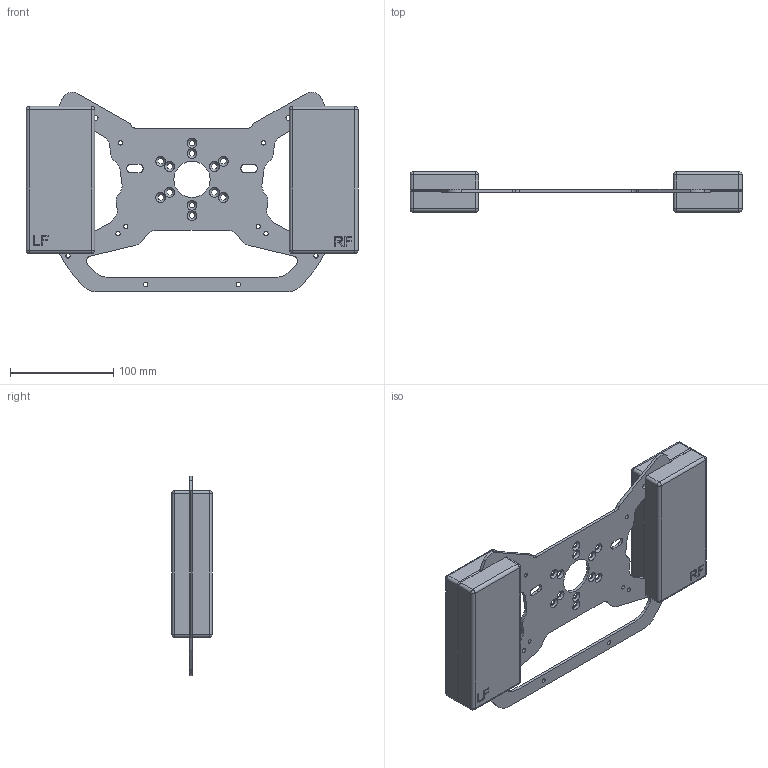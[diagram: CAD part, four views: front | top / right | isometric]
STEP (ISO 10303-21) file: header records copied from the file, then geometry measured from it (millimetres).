
FILE_DESCRIPTION(/* description */ (''),/* implementation_level */ '2;1');
FILE_NAME(/* name */ 'Mold Step.step',/* time_stamp */ '2022-11-28T13:52:43+01:00',/* author */ (''),/* organization */ (''),/* preprocessor_version */ 'ST-DEVELOPER v19.2',/* originating_system */ 'Autodesk Translation Framework v11.17.0.187',/* authorisation */ '');
FILE_SCHEMA (('AUTOMOTIVE_DESIGN { 1 0 10303 214 3 1 1 }'));
Length unit declared in the file: millimetre
Products named in the file (8): Turn 992 GT3 R DIY; LEFT Grip; RF Mold; RB Mold; LB Mold; LF Mold; RIGHT Grip; Main Plate
Assembly tree (7 placements, depth 2):
  Turn 992 GT3 R DIY
    LEFT Grip
    RF Mold
    RB Mold
    LB Mold
    LF Mold
    RIGHT Grip
    Main Plate
Bounding box: 320.85 x 39 x 193.04 mm (x, y, z)
Volume: 804679 mm3; surface area: 213472 mm2
Topology: 7 solids, 7 shells, 709 faces, 1839 edges, 1158 vertices
Faces by surface type: bspline 256, plane 236, cylinder 177, cone 20, sphere 16, torus 4
Full cylindrical faces by diameter (mm): 4 x6, 4.2 x6, 4.5 x4, 4.8 x2, 5.5 x12, 35 x1
Entity records: 39621 total; most frequent: CARTESIAN_POINT 23203, ORIENTED_EDGE 3678, DIRECTION 2773, EDGE_CURVE 1839, VERTEX_POINT 1158, AXIS2_PLACEMENT_3D 968, LINE 837, VECTOR 837
